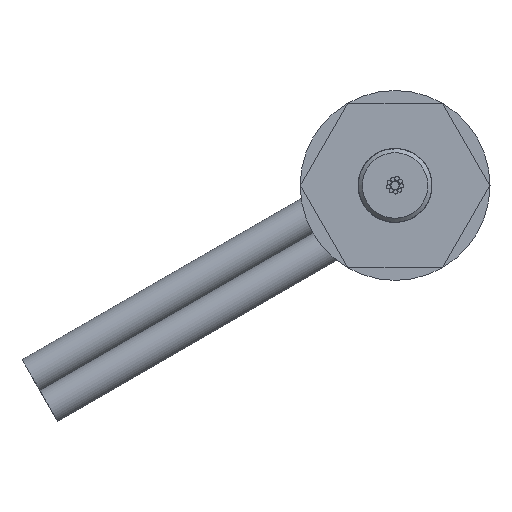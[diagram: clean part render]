
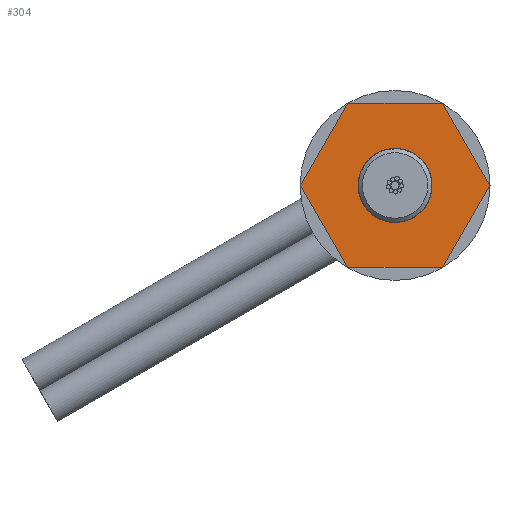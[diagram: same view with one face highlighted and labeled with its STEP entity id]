
A CAD part, left-side view. The second image highlights one B-rep face of the part: STEP entity #304.
In plain terms, the highlighted planar face has unit normal (-1, 0, 0).
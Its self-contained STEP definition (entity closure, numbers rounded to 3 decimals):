
#35=LINE('',#1216,#76);
#39=LINE('',#1225,#80);
#42=LINE('',#1231,#83);
#45=LINE('',#1237,#86);
#48=LINE('',#1243,#89);
#51=LINE('',#1249,#92);
#76=VECTOR('',#1013,1.);
#80=VECTOR('',#1019,1.);
#83=VECTOR('',#1024,1.);
#86=VECTOR('',#1029,1.);
#89=VECTOR('',#1034,1.);
#92=VECTOR('',#1039,1.);
#209=FACE_OUTER_BOUND('',#440,.T.);
#254=PLANE('',#881);
#304=ADVANCED_FACE('',(#209),#254,.F.);
#440=EDGE_LOOP('',(#546,#547,#548,#549,#550,#551));
#546=ORIENTED_EDGE('',*,*,#730,.F.);
#547=ORIENTED_EDGE('',*,*,#746,.F.);
#548=ORIENTED_EDGE('',*,*,#743,.F.);
#549=ORIENTED_EDGE('',*,*,#740,.F.);
#550=ORIENTED_EDGE('',*,*,#737,.F.);
#551=ORIENTED_EDGE('',*,*,#734,.F.);
#664=VERTEX_POINT('',#1217);
#665=VERTEX_POINT('',#1218);
#668=VERTEX_POINT('',#1226);
#670=VERTEX_POINT('',#1232);
#672=VERTEX_POINT('',#1238);
#674=VERTEX_POINT('',#1244);
#730=EDGE_CURVE('',#664,#665,#35,.T.);
#734=EDGE_CURVE('',#665,#668,#39,.T.);
#737=EDGE_CURVE('',#668,#670,#42,.T.);
#740=EDGE_CURVE('',#670,#672,#45,.T.);
#743=EDGE_CURVE('',#672,#674,#48,.T.);
#746=EDGE_CURVE('',#674,#664,#51,.T.);
#881=AXIS2_PLACEMENT_3D('',#1253,#1045,#1046);
#1013=DIRECTION('',(0.,0.5,-0.866));
#1019=DIRECTION('',(0.,1.,0.));
#1024=DIRECTION('',(0.,0.5,0.866));
#1029=DIRECTION('',(0.,-0.5,0.866));
#1034=DIRECTION('',(0.,-1.,0.));
#1039=DIRECTION('',(0.,-0.5,-0.866));
#1045=DIRECTION('',(1.,0.,0.));
#1046=DIRECTION('',(0.,0.,-1.));
#1216=CARTESIAN_POINT('',(8.,-5.774,0.));
#1217=CARTESIAN_POINT('',(8.,-5.774,0.));
#1218=CARTESIAN_POINT('',(8.,-2.887,-5.));
#1225=CARTESIAN_POINT('',(8.,-2.887,-5.));
#1226=CARTESIAN_POINT('',(8.,2.887,-5.));
#1231=CARTESIAN_POINT('',(8.,2.887,-5.));
#1232=CARTESIAN_POINT('',(8.,5.774,0.));
#1237=CARTESIAN_POINT('',(8.,5.774,0.));
#1238=CARTESIAN_POINT('',(8.,2.887,5.));
#1243=CARTESIAN_POINT('',(8.,2.887,5.));
#1244=CARTESIAN_POINT('',(8.,-2.887,5.));
#1249=CARTESIAN_POINT('',(8.,-2.887,5.));
#1253=CARTESIAN_POINT('',(8.,0.,0.));
